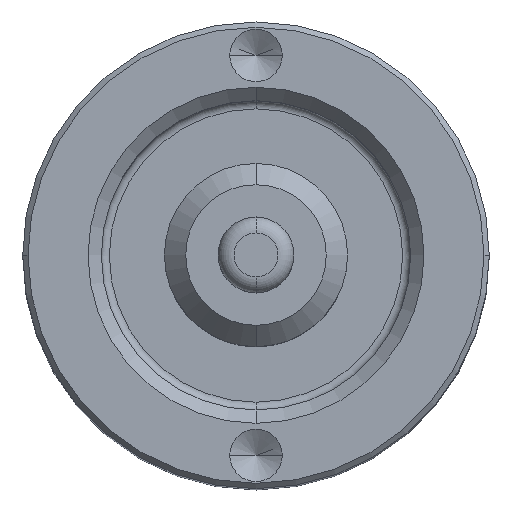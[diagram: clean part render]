
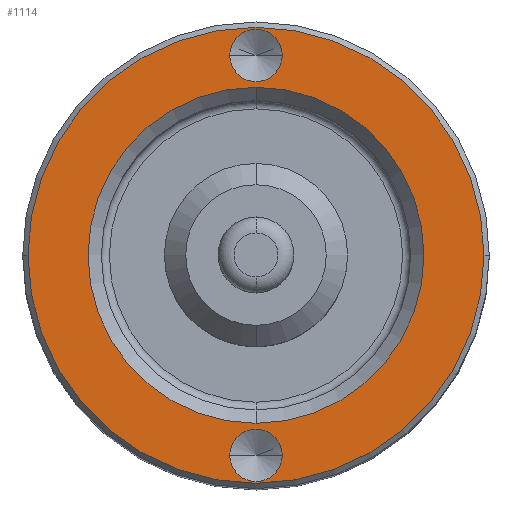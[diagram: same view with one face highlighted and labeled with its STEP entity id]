
A CAD part, top view. The second image highlights one B-rep face of the part: STEP entity #1114.
In plain terms, the highlighted planar face has unit normal (0, 0, 1).
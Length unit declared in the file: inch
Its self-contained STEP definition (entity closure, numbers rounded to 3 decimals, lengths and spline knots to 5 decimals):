
#306=CARTESIAN_POINT('',(0.,0.,3.808));
#307=DIRECTION('',(0.,0.,1.));
#308=DIRECTION('',(0.,1.,0.));
#309=AXIS2_PLACEMENT_3D('',#306,#307,#308);
#311=CARTESIAN_POINT('',(0.,0.,3.808));
#312=DIRECTION('',(0.,0.,1.));
#313=DIRECTION('',(0.,-1.,0.));
#314=AXIS2_PLACEMENT_3D('',#311,#312,#313);
#316=CARTESIAN_POINT('',(0.,0.75,3.808));
#317=DIRECTION('',(0.,0.,1.));
#318=DIRECTION('',(-1.,0.,0.));
#319=AXIS2_PLACEMENT_3D('',#316,#317,#318);
#321=CARTESIAN_POINT('',(0.,0.75,3.808));
#322=DIRECTION('',(0.,0.,1.));
#323=DIRECTION('',(1.,0.,0.));
#324=AXIS2_PLACEMENT_3D('',#321,#322,#323);
#326=CARTESIAN_POINT('',(0.,-0.75,3.808));
#327=DIRECTION('',(0.,0.,1.));
#328=DIRECTION('',(-1.,0.,0.));
#329=AXIS2_PLACEMENT_3D('',#326,#327,#328);
#331=CARTESIAN_POINT('',(0.,-0.75,3.808));
#332=DIRECTION('',(0.,0.,1.));
#333=DIRECTION('',(1.,0.,0.));
#334=AXIS2_PLACEMENT_3D('',#331,#332,#333);
#336=CARTESIAN_POINT('',(0.,0.,3.808));
#337=DIRECTION('',(0.,0.,1.));
#338=DIRECTION('',(1.,0.,0.));
#339=AXIS2_PLACEMENT_3D('',#336,#337,#338);
#346=CARTESIAN_POINT('',(0.,0.,3.808));
#347=DIRECTION('',(0.,0.,1.));
#348=DIRECTION('',(-1.,0.,0.));
#349=AXIS2_PLACEMENT_3D('',#346,#347,#348);
#693=CARTESIAN_POINT('',(0.855,0.,3.808));
#694=CARTESIAN_POINT('',(-0.855,0.,3.808));
#695=VERTEX_POINT('',#693);
#696=VERTEX_POINT('',#694);
#713=CARTESIAN_POINT('',(0.,0.63,3.808));
#714=CARTESIAN_POINT('',(0.,-0.63,3.808));
#715=VERTEX_POINT('',#713);
#716=VERTEX_POINT('',#714);
#723=CARTESIAN_POINT('',(-0.0985,0.75,3.808));
#724=CARTESIAN_POINT('',(0.0985,0.75,3.808));
#725=VERTEX_POINT('',#723);
#726=VERTEX_POINT('',#724);
#733=CARTESIAN_POINT('',(-0.0985,-0.75,3.808));
#734=CARTESIAN_POINT('',(0.0985,-0.75,3.808));
#735=VERTEX_POINT('',#733);
#736=VERTEX_POINT('',#734);
#1086=CARTESIAN_POINT('',(0.,0.,3.808));
#1087=DIRECTION('',(0.,0.,1.));
#1088=DIRECTION('',(1.,0.,0.));
#1089=AXIS2_PLACEMENT_3D('',#1086,#1087,#1088);
#1090=PLANE('',#1089);
#1092=ORIENTED_EDGE('',*,*,#1091,.F.);
#1094=ORIENTED_EDGE('',*,*,#1093,.F.);
#1095=EDGE_LOOP('',(#1092,#1094));
#1096=FACE_OUTER_BOUND('',#1095,.F.);
#1098=ORIENTED_EDGE('',*,*,#1097,.T.);
#1099=ORIENTED_EDGE('',*,*,#1076,.T.);
#1100=EDGE_LOOP('',(#1098,#1099));
#1101=FACE_BOUND('',#1100,.F.);
#1103=ORIENTED_EDGE('',*,*,#1102,.T.);
#1105=ORIENTED_EDGE('',*,*,#1104,.T.);
#1106=EDGE_LOOP('',(#1103,#1105));
#1107=FACE_BOUND('',#1106,.F.);
#1109=ORIENTED_EDGE('',*,*,#1108,.T.);
#1111=ORIENTED_EDGE('',*,*,#1110,.T.);
#1112=EDGE_LOOP('',(#1109,#1111));
#1113=FACE_BOUND('',#1112,.F.);
#1114=ADVANCED_FACE('',(#1096,#1101,#1107,#1113),#1090,.T.);
#310=CIRCLE('',#309,0.63);
#315=CIRCLE('',#314,0.63);
#320=CIRCLE('',#319,0.0985);
#325=CIRCLE('',#324,0.0985);
#330=CIRCLE('',#329,0.0985);
#335=CIRCLE('',#334,0.0985);
#340=CIRCLE('',#339,0.855);
#350=CIRCLE('',#349,0.855);
#1076=EDGE_CURVE('',#716,#715,#315,.T.);
#1091=EDGE_CURVE('',#695,#696,#340,.T.);
#1093=EDGE_CURVE('',#696,#695,#350,.T.);
#1097=EDGE_CURVE('',#715,#716,#310,.T.);
#1102=EDGE_CURVE('',#725,#726,#320,.T.);
#1104=EDGE_CURVE('',#726,#725,#325,.T.);
#1108=EDGE_CURVE('',#735,#736,#330,.T.);
#1110=EDGE_CURVE('',#736,#735,#335,.T.);
